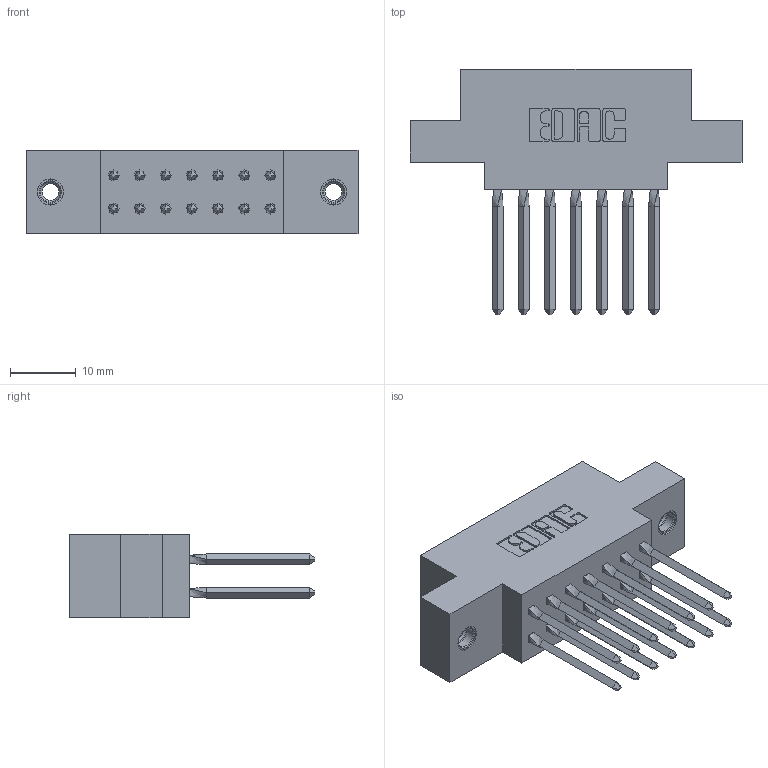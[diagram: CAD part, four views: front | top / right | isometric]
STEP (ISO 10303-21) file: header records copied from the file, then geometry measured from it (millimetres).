
FILE_DESCRIPTION (( 'STEP AP203' ), '1' );
FILE_NAME ('317-014-542-807.STEP', '2020-02-27T14:48:57', ( '' ), ( '' ), 'SwSTEP 2.0', 'SolidWorks 2016', '' );
FILE_SCHEMA (( 'CONFIG_CONTROL_DESIGN' ));
Length unit declared in the file: inch
Products named in the file (4): 317 Part_.156 Dia - TI; 345-250-001_345-250-005-103; 317-290-003_542; 317-014-542-807
Assembly tree (17 placements, depth 2):
  317-014-542-807
    317 Part_.156 Dia - TI
    317-290-003_542  x14
    345-250-001_345-250-005-103  x2
Bounding box: 50.44 x 37.34 x 12.7 mm (x, y, z)
Volume: 7140.5 mm3; surface area: 8842.8 mm2
Topology: 17 solids, 17 shells, 960 faces, 2651 edges, 1694 vertices
Faces by surface type: plane 734, cylinder 154, bspline 56, cone 12, torus 4
Entity records: 15204 total; most frequent: CARTESIAN_POINT 2868, ORIENTED_EDGE 2524, DIRECTION 2224, EDGE_CURVE 1262, VECTOR 1072, LINE 1072, VERTEX_POINT 832, AXIS2_PLACEMENT_3D 576
